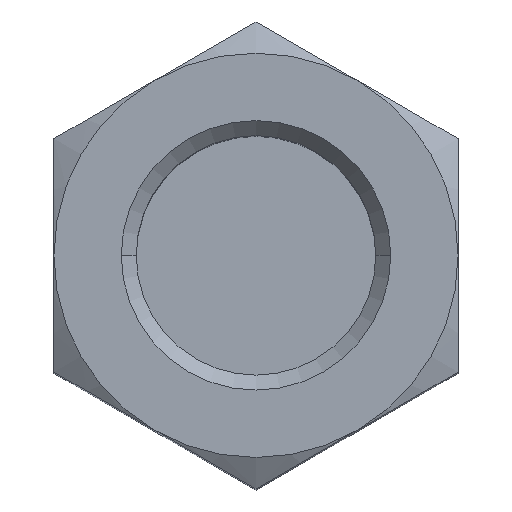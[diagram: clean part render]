
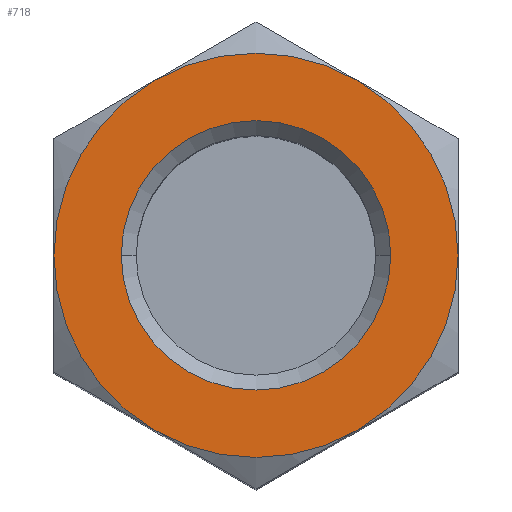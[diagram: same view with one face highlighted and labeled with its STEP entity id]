
A CAD part, top view. The second image highlights one B-rep face of the part: STEP entity #718.
In plain terms, the highlighted planar face has unit normal (0, 0, 1).
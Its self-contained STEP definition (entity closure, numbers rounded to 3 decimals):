
#1 = CARTESIAN_POINT ( 'NONE',  ( 0., 0., 50. ) ) ;
#5 = DIRECTION ( 'NONE',  ( 0., 0., 1. ) ) ;
#7 = ORIENTED_EDGE ( 'NONE', *, *, #1019, .T. ) ;
#10 = AXIS2_PLACEMENT_3D ( 'NONE', #1, #311, #217 ) ;
#27 = CIRCLE ( 'NONE', #375, 13.5 ) ;
#81 = VERTEX_POINT ( 'NONE', #477 ) ;
#108 = EDGE_LOOP ( 'NONE', ( #980, #888, #484, #7, #113, #950 ) ) ;
#113 = ORIENTED_EDGE ( 'NONE', *, *, #200, .T. ) ;
#120 = DIRECTION ( 'NONE',  ( -1., 0., 0. ) ) ;
#126 = VERTEX_POINT ( 'NONE', #236 ) ;
#131 = VERTEX_POINT ( 'NONE', #239 ) ;
#137 = EDGE_CURVE ( 'NONE', #214, #792, #907, .T. ) ;
#145 = AXIS2_PLACEMENT_3D ( 'NONE', #554, #712, #315 ) ;
#152 = DIRECTION ( 'NONE',  ( 0., 0., -1. ) ) ;
#160 = VERTEX_POINT ( 'NONE', #789 ) ;
#179 = EDGE_LOOP ( 'NONE', ( #810, #835 ) ) ;
#180 = EDGE_CURVE ( 'NONE', #126, #131, #191, .T. ) ;
#191 = CIRCLE ( 'NONE', #10, 13.5 ) ;
#197 = CARTESIAN_POINT ( 'NONE',  ( 0., 0., 50. ) ) ;
#200 = EDGE_CURVE ( 'NONE', #1034, #126, #460, .T. ) ;
#212 = DIRECTION ( 'NONE',  ( -1., 0., 0. ) ) ;
#214 = VERTEX_POINT ( 'NONE', #896 ) ;
#217 = DIRECTION ( 'NONE',  ( -1., 0., 0. ) ) ;
#225 = AXIS2_PLACEMENT_3D ( 'NONE', #662, #521, #120 ) ;
#236 = CARTESIAN_POINT ( 'NONE',  ( 6.75, 11.691, 50. ) ) ;
#239 = CARTESIAN_POINT ( 'NONE',  ( -6.75, 11.691, 50. ) ) ;
#256 = DIRECTION ( 'NONE',  ( -1., 0., 0. ) ) ;
#298 = DIRECTION ( 'NONE',  ( 0., 0., -1. ) ) ;
#305 = CARTESIAN_POINT ( 'NONE',  ( 0., 0., 50. ) ) ;
#307 = AXIS2_PLACEMENT_3D ( 'NONE', #873, #955, #333 ) ;
#311 = DIRECTION ( 'NONE',  ( 0., 0., 1. ) ) ;
#315 = DIRECTION ( 'NONE',  ( -1., 0., 0. ) ) ;
#333 = DIRECTION ( 'NONE',  ( -1., 0., 0. ) ) ;
#339 = CARTESIAN_POINT ( 'NONE',  ( -6.75, -11.691, 50. ) ) ;
#355 = DIRECTION ( 'NONE',  ( 0., 0., 1. ) ) ;
#375 = AXIS2_PLACEMENT_3D ( 'NONE', #816, #971, #256 ) ;
#434 = PLANE ( 'NONE',  #225 ) ;
#460 = CIRCLE ( 'NONE', #145, 13.5 ) ;
#477 = CARTESIAN_POINT ( 'NONE',  ( 6.75, -11.691, 50. ) ) ;
#484 = ORIENTED_EDGE ( 'NONE', *, *, #641, .T. ) ;
#489 = DIRECTION ( 'NONE',  ( -1., 0., 0. ) ) ;
#521 = DIRECTION ( 'NONE',  ( 0., 0., -1. ) ) ;
#540 = DIRECTION ( 'NONE',  ( -1., 0., 0. ) ) ;
#541 = AXIS2_PLACEMENT_3D ( 'NONE', #566, #5, #489 ) ;
#554 = CARTESIAN_POINT ( 'NONE',  ( 0., 0., 50. ) ) ;
#566 = CARTESIAN_POINT ( 'NONE',  ( 0., 0., 50. ) ) ;
#597 = CIRCLE ( 'NONE', #945, 13.5 ) ;
#599 = EDGE_CURVE ( 'NONE', #160, #131, #27, .T. ) ;
#611 = CARTESIAN_POINT ( 'NONE',  ( 0., 0., 50. ) ) ;
#641 = EDGE_CURVE ( 'NONE', #791, #81, #796, .T. ) ;
#662 = CARTESIAN_POINT ( 'NONE',  ( 16., 0., 50. ) ) ;
#706 = AXIS2_PLACEMENT_3D ( 'NONE', #305, #298, #540 ) ;
#712 = DIRECTION ( 'NONE',  ( 0., 0., 1. ) ) ;
#718 = ADVANCED_FACE ( 'NONE', ( #754, #761 ), #434, .F. ) ;
#754 = FACE_BOUND ( 'NONE', #179, .T. ) ;
#761 = FACE_OUTER_BOUND ( 'NONE', #108, .T. ) ;
#768 = EDGE_CURVE ( 'NONE', #160, #791, #597, .T. ) ;
#777 = CIRCLE ( 'NONE', #844, 9. ) ;
#789 = CARTESIAN_POINT ( 'NONE',  ( -13.5, 0., 50. ) ) ;
#791 = VERTEX_POINT ( 'NONE', #339 ) ;
#792 = VERTEX_POINT ( 'NONE', #917 ) ;
#796 = CIRCLE ( 'NONE', #541, 13.5 ) ;
#810 = ORIENTED_EDGE ( 'NONE', *, *, #916, .T. ) ;
#816 = CARTESIAN_POINT ( 'NONE',  ( 0., 0., 50. ) ) ;
#835 = ORIENTED_EDGE ( 'NONE', *, *, #137, .T. ) ;
#844 = AXIS2_PLACEMENT_3D ( 'NONE', #611, #152, #212 ) ;
#860 = CIRCLE ( 'NONE', #307, 13.5 ) ;
#873 = CARTESIAN_POINT ( 'NONE',  ( 0., 0., 50. ) ) ;
#888 = ORIENTED_EDGE ( 'NONE', *, *, #768, .T. ) ;
#896 = CARTESIAN_POINT ( 'NONE',  ( -9., 0., 50. ) ) ;
#907 = CIRCLE ( 'NONE', #706, 9. ) ;
#916 = EDGE_CURVE ( 'NONE', #792, #214, #777, .T. ) ;
#917 = CARTESIAN_POINT ( 'NONE',  ( 9., 0., 50. ) ) ;
#945 = AXIS2_PLACEMENT_3D ( 'NONE', #197, #355, #984 ) ;
#950 = ORIENTED_EDGE ( 'NONE', *, *, #180, .T. ) ;
#955 = DIRECTION ( 'NONE',  ( 0., 0., 1. ) ) ;
#958 = CARTESIAN_POINT ( 'NONE',  ( 13.5, 0., 50. ) ) ;
#971 = DIRECTION ( 'NONE',  ( 0., 0., -1. ) ) ;
#980 = ORIENTED_EDGE ( 'NONE', *, *, #599, .F. ) ;
#984 = DIRECTION ( 'NONE',  ( -1., 0., 0. ) ) ;
#1019 = EDGE_CURVE ( 'NONE', #81, #1034, #860, .T. ) ;
#1034 = VERTEX_POINT ( 'NONE', #958 ) ;
